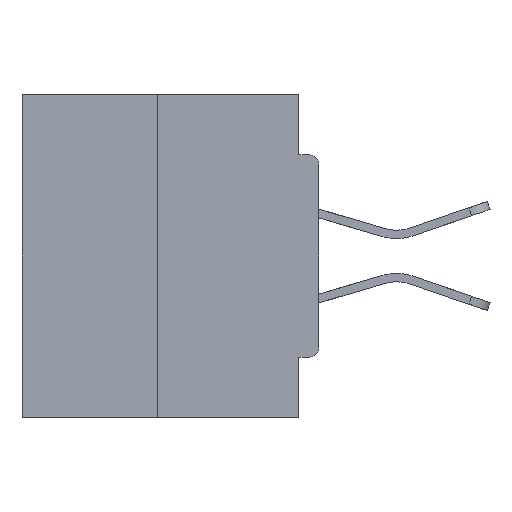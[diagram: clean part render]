
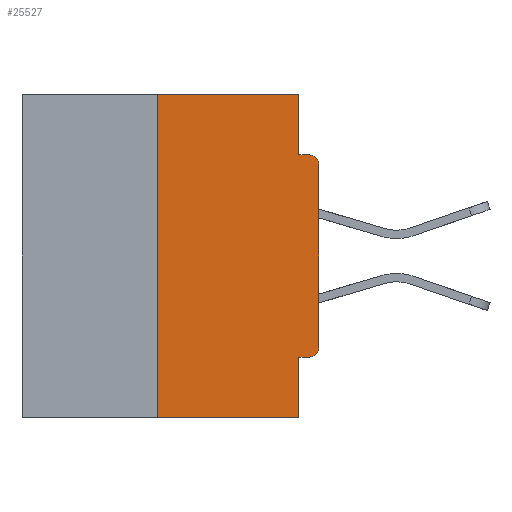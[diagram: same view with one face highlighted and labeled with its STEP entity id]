
A CAD part, left-side view. The second image highlights one B-rep face of the part: STEP entity #25527.
In plain terms, the highlighted planar face has unit normal (-1, 0, 0).
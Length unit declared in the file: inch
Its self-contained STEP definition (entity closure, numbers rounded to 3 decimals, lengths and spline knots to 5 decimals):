
#141 = EDGE_CURVE ( 'NONE', #7490, #27367, #11692, .T. ) ;
#312 = VERTEX_POINT ( 'NONE', #22355 ) ;
#1204 = DIRECTION ( 'NONE',  ( 0., -1., 0. ) ) ;
#1261 = EDGE_CURVE ( 'NONE', #1580, #10102, #2828, .T. ) ;
#1580 = VERTEX_POINT ( 'NONE', #4955 ) ;
#1656 = DIRECTION ( 'NONE',  ( 1., 0., 0. ) ) ;
#2189 = ORIENTED_EDGE ( 'NONE', *, *, #10547, .F. ) ;
#2291 = CIRCLE ( 'NONE', #4562, 0.015 ) ;
#2413 = CARTESIAN_POINT ( 'NONE',  ( 0., 0.46, -0.5 ) ) ;
#2812 = DIRECTION ( 'NONE',  ( 0., 0., -1. ) ) ;
#2828 = LINE ( 'NONE', #24387, #3988 ) ;
#3118 = VERTEX_POINT ( 'NONE', #12642 ) ;
#3374 = LINE ( 'NONE', #27091, #10950 ) ;
#3951 = CARTESIAN_POINT ( 'NONE',  ( 0., 0., -0.0935 ) ) ;
#3988 = VECTOR ( 'NONE', #14258, 39.37008 ) ;
#4060 = VERTEX_POINT ( 'NONE', #24303 ) ;
#4562 = AXIS2_PLACEMENT_3D ( 'NONE', #26223, #13720, #26329 ) ;
#4955 = CARTESIAN_POINT ( 'NONE',  ( 0., 0.031, -0.4065 ) ) ;
#5325 = EDGE_CURVE ( 'NONE', #26271, #7490, #32448, .T. ) ;
#7176 = AXIS2_PLACEMENT_3D ( 'NONE', #12438, #25693, #10195 ) ;
#7277 = DIRECTION ( 'NONE',  ( 0., -1., 0. ) ) ;
#7490 = VERTEX_POINT ( 'NONE', #19734 ) ;
#7701 = VECTOR ( 'NONE', #28825, 39.37008 ) ;
#8249 = EDGE_CURVE ( 'NONE', #28919, #3118, #31409, .T. ) ;
#9527 = LINE ( 'NONE', #30296, #23916 ) ;
#10102 = VERTEX_POINT ( 'NONE', #27574 ) ;
#10195 = DIRECTION ( 'NONE',  ( 0., 0., -1. ) ) ;
#10373 = EDGE_CURVE ( 'NONE', #312, #10102, #22127, .T. ) ;
#10543 = CARTESIAN_POINT ( 'NONE',  ( 0., 0.25, 0. ) ) ;
#10547 = EDGE_CURVE ( 'NONE', #28919, #1580, #15338, .T. ) ;
#10950 = VECTOR ( 'NONE', #21951, 39.37008 ) ;
#11692 = LINE ( 'NONE', #3951, #15705 ) ;
#12438 = CARTESIAN_POINT ( 'NONE',  ( 0., 0.015, -0.3915 ) ) ;
#12510 = ORIENTED_EDGE ( 'NONE', *, *, #8249, .T. ) ;
#12642 = CARTESIAN_POINT ( 'NONE',  ( 0., 0., -0.3915 ) ) ;
#12888 = LINE ( 'NONE', #22999, #32029 ) ;
#12973 = EDGE_CURVE ( 'NONE', #3118, #4060, #9527, .T. ) ;
#12994 = ORIENTED_EDGE ( 'NONE', *, *, #21799, .T. ) ;
#13720 = DIRECTION ( 'NONE',  ( -1., 0., 0. ) ) ;
#13816 = AXIS2_PLACEMENT_3D ( 'NONE', #27185, #1656, #31984 ) ;
#14199 = FACE_OUTER_BOUND ( 'NONE', #20155, .T. ) ;
#14258 = DIRECTION ( 'NONE',  ( 0., 0., -1. ) ) ;
#15338 = LINE ( 'NONE', #18479, #7701 ) ;
#15428 = CARTESIAN_POINT ( 'NONE',  ( 0., 0.031, 0. ) ) ;
#15686 = ORIENTED_EDGE ( 'NONE', *, *, #32706, .F. ) ;
#15705 = VECTOR ( 'NONE', #1204, 39.37008 ) ;
#16731 = PLANE ( 'NONE',  #13816 ) ;
#17451 = CARTESIAN_POINT ( 'NONE',  ( 0., 0.015, -0.4065 ) ) ;
#17566 = ORIENTED_EDGE ( 'NONE', *, *, #17987, .F. ) ;
#17987 = EDGE_CURVE ( 'NONE', #312, #26008, #3374, .T. ) ;
#18479 = CARTESIAN_POINT ( 'NONE',  ( 0., 0., -0.4065 ) ) ;
#19461 = CARTESIAN_POINT ( 'NONE',  ( 0., 0.031, 0. ) ) ;
#19734 = CARTESIAN_POINT ( 'NONE',  ( 0., 0.031, -0.0935 ) ) ;
#20155 = EDGE_LOOP ( 'NONE', ( #15686, #17566, #23926, #31632, #2189, #12510, #24116, #12994, #31074, #31935 ) ) ;
#21799 = EDGE_CURVE ( 'NONE', #4060, #27367, #2291, .T. ) ;
#21951 = DIRECTION ( 'NONE',  ( 0., 0., 1. ) ) ;
#22127 = LINE ( 'NONE', #2413, #31708 ) ;
#22355 = CARTESIAN_POINT ( 'NONE',  ( 0., 0.25, -0.5 ) ) ;
#22999 = CARTESIAN_POINT ( 'NONE',  ( 0., 0.46, 0. ) ) ;
#23916 = VECTOR ( 'NONE', #27869, 39.37008 ) ;
#23926 = ORIENTED_EDGE ( 'NONE', *, *, #10373, .T. ) ;
#24116 = ORIENTED_EDGE ( 'NONE', *, *, #12973, .T. ) ;
#24303 = CARTESIAN_POINT ( 'NONE',  ( 0., 0., -0.1085 ) ) ;
#24387 = CARTESIAN_POINT ( 'NONE',  ( 0., 0.031, -0.5 ) ) ;
#25527 = ADVANCED_FACE ( 'NONE', ( #14199 ), #16731, .F. ) ;
#25693 = DIRECTION ( 'NONE',  ( -1., 0., 0. ) ) ;
#26008 = VERTEX_POINT ( 'NONE', #10543 ) ;
#26016 = DIRECTION ( 'NONE',  ( 0., -1., 0. ) ) ;
#26223 = CARTESIAN_POINT ( 'NONE',  ( 0., 0.015, -0.1085 ) ) ;
#26271 = VERTEX_POINT ( 'NONE', #19461 ) ;
#26329 = DIRECTION ( 'NONE',  ( 0., 0., -1. ) ) ;
#27091 = CARTESIAN_POINT ( 'NONE',  ( 0., 0.25, 0. ) ) ;
#27185 = CARTESIAN_POINT ( 'NONE',  ( 0., 0.46, 0. ) ) ;
#27367 = VERTEX_POINT ( 'NONE', #31195 ) ;
#27574 = CARTESIAN_POINT ( 'NONE',  ( 0., 0.031, -0.5 ) ) ;
#27869 = DIRECTION ( 'NONE',  ( 0., 0., 1. ) ) ;
#28825 = DIRECTION ( 'NONE',  ( 0., 1., 0. ) ) ;
#28919 = VERTEX_POINT ( 'NONE', #17451 ) ;
#30296 = CARTESIAN_POINT ( 'NONE',  ( 0., 0., 0. ) ) ;
#31074 = ORIENTED_EDGE ( 'NONE', *, *, #141, .F. ) ;
#31195 = CARTESIAN_POINT ( 'NONE',  ( 0., 0.015, -0.0935 ) ) ;
#31409 = CIRCLE ( 'NONE', #7176, 0.015 ) ;
#31632 = ORIENTED_EDGE ( 'NONE', *, *, #1261, .F. ) ;
#31708 = VECTOR ( 'NONE', #7277, 39.37008 ) ;
#31935 = ORIENTED_EDGE ( 'NONE', *, *, #5325, .F. ) ;
#31984 = DIRECTION ( 'NONE',  ( 0., 0., -1. ) ) ;
#32029 = VECTOR ( 'NONE', #26016, 39.37008 ) ;
#32042 = VECTOR ( 'NONE', #2812, 39.37008 ) ;
#32448 = LINE ( 'NONE', #15428, #32042 ) ;
#32706 = EDGE_CURVE ( 'NONE', #26008, #26271, #12888, .T. ) ;
